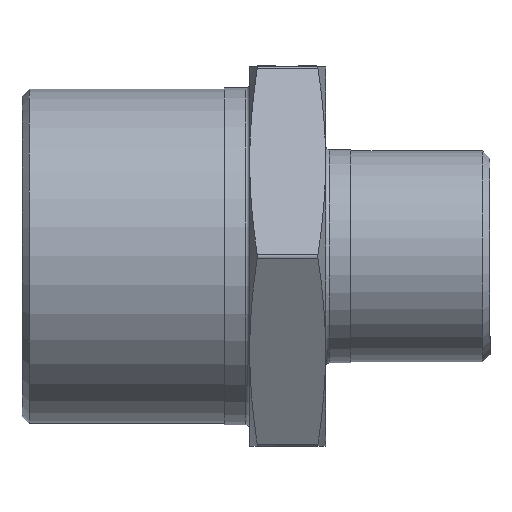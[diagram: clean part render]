
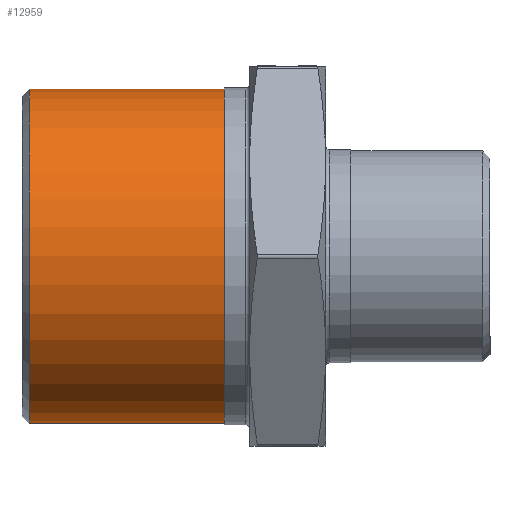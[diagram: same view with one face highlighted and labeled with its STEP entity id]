
A CAD part, front view. The second image highlights one B-rep face of the part: STEP entity #12959.
In plain terms, the highlighted cylindrical face has radius 13.22 mm (diameter 26.441 mm), a full revolution.
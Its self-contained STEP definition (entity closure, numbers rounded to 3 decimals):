
#450 = VERTEX_POINT ( 'NONE', #451 ) ;
#451 = CARTESIAN_POINT ( 'NONE',  ( -5., 0., 13.22 ) ) ;
#455 = VERTEX_POINT ( 'NONE', #483 ) ;
#483 = CARTESIAN_POINT ( 'NONE',  ( -20.425, 0., 13.22 ) ) ;
#7454 = DIRECTION ( 'NONE',  ( -1., 0., 0. ) ) ;
#7458 = DIRECTION ( 'NONE',  ( 0., 0., 1. ) ) ;
#7471 = FACE_OUTER_BOUND ( 'NONE', #9757, .T. ) ;
#7472 = FACE_OUTER_BOUND ( 'NONE', #9786, .T. ) ;
#7481 = CARTESIAN_POINT ( 'NONE',  ( 0., 0., 0. ) ) ;
#7487 = CYLINDRICAL_SURFACE ( 'NONE', #11878, 13.22 ) ;
#9007 = DIRECTION ( 'NONE',  ( -1., 0., 0. ) ) ;
#9021 = CARTESIAN_POINT ( 'NONE',  ( -20.425, 0., 0. ) ) ;
#9025 = DIRECTION ( 'NONE',  ( 0., 0., 1. ) ) ;
#9239 = CARTESIAN_POINT ( 'NONE',  ( -5., 0., 0. ) ) ;
#9243 = DIRECTION ( 'NONE',  ( -1., 0., 0. ) ) ;
#9244 = DIRECTION ( 'NONE',  ( 0., 0., 1. ) ) ;
#9757 = EDGE_LOOP ( 'NONE', ( #14211 ) ) ;
#9786 = EDGE_LOOP ( 'NONE', ( #14186 ) ) ;
#11043 = CIRCLE ( 'NONE', #11051, 13.22 ) ;
#11051 = AXIS2_PLACEMENT_3D ( 'NONE', #9021, #9007, #9025 ) ;
#11878 = AXIS2_PLACEMENT_3D ( 'NONE', #7481, #7454, #7458 ) ;
#12959 = ADVANCED_FACE ( 'NONE', ( #7471, #7472 ), #7487, .T. ) ;
#13155 = EDGE_CURVE ( 'NONE', #455, #455, #11043, .T. ) ;
#13173 = EDGE_CURVE ( 'NONE', #450, #450, #13493, .T. ) ;
#13458 = AXIS2_PLACEMENT_3D ( 'NONE', #9239, #9243, #9244 ) ;
#13493 = CIRCLE ( 'NONE', #13458, 13.22 ) ;
#14186 = ORIENTED_EDGE ( 'NONE', *, *, #13155, .F. ) ;
#14211 = ORIENTED_EDGE ( 'NONE', *, *, #13173, .T. ) ;
